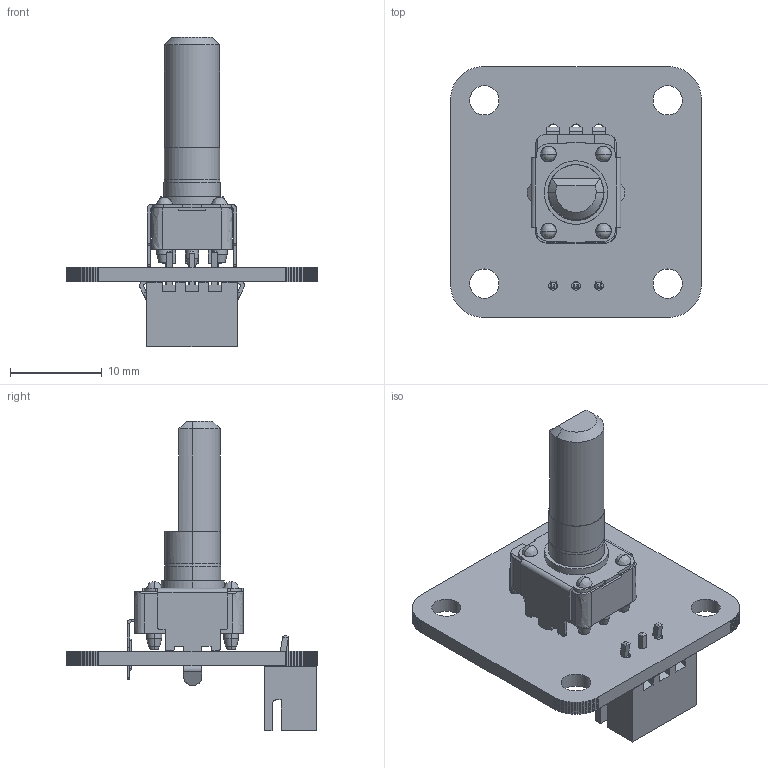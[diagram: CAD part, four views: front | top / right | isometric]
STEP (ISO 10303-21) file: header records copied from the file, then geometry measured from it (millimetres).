
FILE_DESCRIPTION(('KiCad electronic assembly'),'2;1');
FILE_NAME('potentiometer-board.step','2024-12-25T19:24:06',('Pcbnew'),( 'Kicad'),'Open CASCADE STEP processor 7.8','KiCad to STEP converter' ,'Unknown');
FILE_SCHEMA(('AUTOMOTIVE_DESIGN { 1 0 10303 214 1 1 1 1 }'));
Length unit declared in the file: millimetre
Products named in the file (6): potentiometer-board 1; RK09K1130AH1; Document; JST_XH_B3B-XH-A_1x03_P2.50mm_Vertical; JST_B3B_XH_A; _autosave-potentiometer-board_PCB
Assembly tree (5 placements, depth 3):
  potentiometer-board 1
    RK09K1130AH1
      Document
    JST_XH_B3B-XH-A_1x03_P2.50mm_Vertical
      JST_B3B_XH_A
    _autosave-potentiometer-board_PCB
Bounding box: 27.32 x 27.32 x 33.71 mm (x, y, z)
Volume: 1311.1 mm3; surface area: 3268.4 mm2
Topology: 2 solids, 12 shells, 528 faces, 1458 edges, 952 vertices
Faces by surface type: plane 391, bspline 119, cylinder 18
Full cylindrical faces by diameter (mm): 0.95 x3, 1 x3, 3.2 x4
Entity records: 18734 total; most frequent: CARTESIAN_POINT 6480, ORIENTED_EDGE 2797, DIRECTION 1625, EDGE_CURVE 1444, VERTEX_POINT 952, LINE 723, VECTOR 723, FACE_BOUND 582
